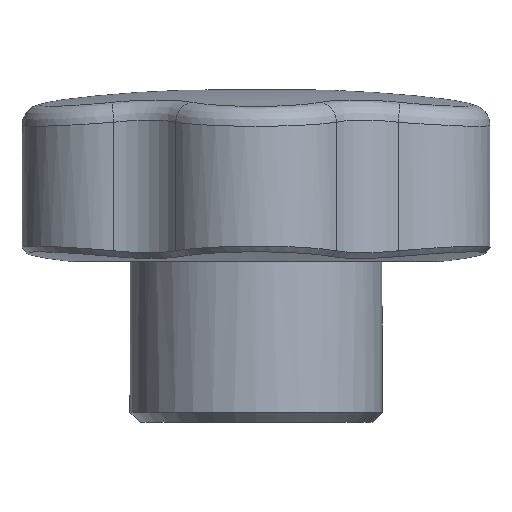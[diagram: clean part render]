
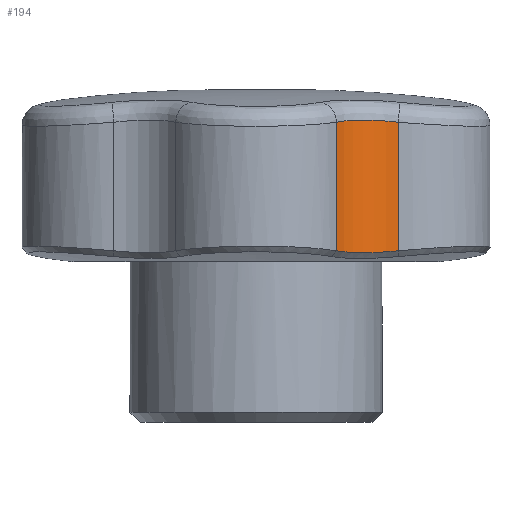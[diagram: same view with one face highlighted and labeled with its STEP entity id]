
A CAD part, front view. The second image highlights one B-rep face of the part: STEP entity #194.
In plain terms, the highlighted cylindrical face has radius 7.398 mm (diameter 14.796 mm), a partial arc.
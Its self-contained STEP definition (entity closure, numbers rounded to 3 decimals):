
#194 = ADVANCED_FACE( '', ( #374 ), #375, .F. );
#374 = FACE_OUTER_BOUND( '', #1299, .T. );
#375 = CYLINDRICAL_SURFACE( '', #1300, 7.398 );
#1299 = EDGE_LOOP( '', ( #3403, #3404, #3405, #3406 ) );
#1300 = AXIS2_PLACEMENT_3D( '', #3407, #3408, #3409 );
#3403 = ORIENTED_EDGE( '', *, *, #4355, .T. );
#3404 = ORIENTED_EDGE( '', *, *, #4356, .T. );
#3405 = ORIENTED_EDGE( '', *, *, #4348, .F. );
#3406 = ORIENTED_EDGE( '', *, *, #4351, .T. );
#3407 = CARTESIAN_POINT( '', ( 14.285, -24.742, 44.45 ) );
#3408 = DIRECTION( '', ( 0., 0., 1. ) );
#3409 = DIRECTION( '', ( -1., 0., 0. ) );
#4348 = EDGE_CURVE( '', #4788, #4796, #4797, .T. );
#4351 = EDGE_CURVE( '', #4788, #4799, #4801, .T. );
#4355 = EDGE_CURVE( '', #4799, #4806, #4807, .T. );
#4356 = EDGE_CURVE( '', #4806, #4796, #4808, .T. );
#4788 = VERTEX_POINT( '', #6560 );
#4796 = VERTEX_POINT( '', #6697 );
#4797 = LINE( '', #6698, #6699 );
#4799 = VERTEX_POINT( '', #6730 );
#4801 = B_SPLINE_CURVE_WITH_KNOTS( '', 3, ( #6732, #6733, #6734, #6735, #6736, #6737, #6738, #6739, #6740, #6741, #6742, #6743, #6744, #6745, #6746, #6747, #6748, #6749, #6750, #6751, #6752, #6753, #6754, #6755, #6756, #6757, #6758, #6759, #6760, #6761, #6762 ), .UNSPECIFIED., .F., .F., ( 4, 1, 1, 1, 1, 2, 2, 2, 1, 1, 1, 1, 1, 2, 2, 2, 1, 1, 1, 1, 1, 1, 4 ), ( 0., 0., 0.001, 0.001, 0.002, 0.002, 0.002, 0.002, 0.003, 0.003, 0.003, 0.004, 0.004, 0.005, 0.005, 0.005, 0.005, 0.005, 0.006, 0.006, 0.006, 0.007, 0.007 ), .UNSPECIFIED. );
#4806 = VERTEX_POINT( '', #6834 );
#4807 = LINE( '', #6835, #6836 );
#4808 = B_SPLINE_CURVE_WITH_KNOTS( '', 3, ( #6837, #6838, #6839, #6840, #6841, #6842, #6843, #6844, #6845, #6846, #6847, #6848, #6849, #6850 ), .UNSPECIFIED., .F., .F., ( 4, 2, 2, 2, 2, 2, 4 ), ( 0., 0.001, 0.002, 0.004, 0.005, 0.006, 0.007 ), .UNSPECIFIED. );
#6560 = CARTESIAN_POINT( '', ( 14.096, -17.347, 29.737 ) );
#6697 = CARTESIAN_POINT( '', ( 14.096, -17.347, 16.992 ) );
#6698 = CARTESIAN_POINT( '', ( 14.096, -17.347, 44.45 ) );
#6699 = VECTOR( '', #9394, 1000. );
#6730 = CARTESIAN_POINT( '', ( 7.975, -20.881, 29.737 ) );
#6732 = CARTESIAN_POINT( '', ( 14.096, -17.347, 29.737 ) );
#6733 = CARTESIAN_POINT( '', ( 13.941, -17.351, 29.756 ) );
#6734 = CARTESIAN_POINT( '', ( 13.635, -17.368, 29.79 ) );
#6735 = CARTESIAN_POINT( '', ( 13.179, -17.423, 29.835 ) );
#6736 = CARTESIAN_POINT( '', ( 12.729, -17.505, 29.873 ) );
#6737 = CARTESIAN_POINT( '', ( 12.283, -17.616, 29.905 ) );
#6738 = CARTESIAN_POINT( '', ( 11.989, -17.708, 29.921 ) );
#6739 = CARTESIAN_POINT( '', ( 11.807, -17.772, 29.93 ) );
#6740 = CARTESIAN_POINT( '', ( 11.77, -17.785, 29.932 ) );
#6741 = CARTESIAN_POINT( '', ( 11.716, -17.805, 29.934 ) );
#6742 = CARTESIAN_POINT( '', ( 11.697, -17.812, 29.935 ) );
#6743 = CARTESIAN_POINT( '', ( 11.661, -17.825, 29.937 ) );
#6744 = CARTESIAN_POINT( '', ( 11.57, -17.86, 29.94 ) );
#6745 = CARTESIAN_POINT( '', ( 11.338, -17.954, 29.949 ) );
#6746 = CARTESIAN_POINT( '', ( 10.988, -18.114, 29.958 ) );
#6747 = CARTESIAN_POINT( '', ( 10.583, -18.332, 29.961 ) );
#6748 = CARTESIAN_POINT( '', ( 10.192, -18.574, 29.958 ) );
#6749 = CARTESIAN_POINT( '', ( 9.941, -18.752, 29.951 ) );
#6750 = CARTESIAN_POINT( '', ( 9.757, -18.892, 29.944 ) );
#6751 = CARTESIAN_POINT( '', ( 9.696, -18.94, 29.941 ) );
#6752 = CARTESIAN_POINT( '', ( 9.62, -19.001, 29.937 ) );
#6753 = CARTESIAN_POINT( '', ( 9.605, -19.013, 29.936 ) );
#6754 = CARTESIAN_POINT( '', ( 9.575, -19.037, 29.935 ) );
#6755 = CARTESIAN_POINT( '', ( 9.53, -19.074, 29.933 ) );
#6756 = CARTESIAN_POINT( '', ( 9.368, -19.212, 29.923 ) );
#6757 = CARTESIAN_POINT( '', ( 9.113, -19.446, 29.905 ) );
#6758 = CARTESIAN_POINT( '', ( 8.795, -19.777, 29.873 ) );
#6759 = CARTESIAN_POINT( '', ( 8.499, -20.125, 29.835 ) );
#6760 = CARTESIAN_POINT( '', ( 8.224, -20.492, 29.79 ) );
#6761 = CARTESIAN_POINT( '', ( 8.056, -20.749, 29.756 ) );
#6762 = CARTESIAN_POINT( '', ( 7.975, -20.881, 29.737 ) );
#6834 = CARTESIAN_POINT( '', ( 7.975, -20.881, 16.992 ) );
#6835 = CARTESIAN_POINT( '', ( 7.975, -20.881, 44.45 ) );
#6836 = VECTOR( '', #9402, 1000. );
#6837 = CARTESIAN_POINT( '', ( 7.975, -20.881, 16.992 ) );
#6838 = CARTESIAN_POINT( '', ( 8.136, -20.618, 16.964 ) );
#6839 = CARTESIAN_POINT( '', ( 8.313, -20.366, 16.938 ) );
#6840 = CARTESIAN_POINT( '', ( 8.696, -19.886, 16.891 ) );
#6841 = CARTESIAN_POINT( '', ( 8.904, -19.656, 16.87 ) );
#6842 = CARTESIAN_POINT( '', ( 9.565, -19.013, 16.82 ) );
#6843 = CARTESIAN_POINT( '', ( 10.052, -18.644, 16.802 ) );
#6844 = CARTESIAN_POINT( '', ( 10.851, -18.182, 16.802 ) );
#6845 = CARTESIAN_POINT( '', ( 11.13, -18.044, 16.807 ) );
#6846 = CARTESIAN_POINT( '', ( 11.695, -17.806, 16.824 ) );
#6847 = CARTESIAN_POINT( '', ( 11.983, -17.705, 16.837 ) );
#6848 = CARTESIAN_POINT( '', ( 12.864, -17.457, 16.887 ) );
#6849 = CARTESIAN_POINT( '', ( 13.479, -17.363, 16.936 ) );
#6850 = CARTESIAN_POINT( '', ( 14.096, -17.347, 16.992 ) );
#9394 = DIRECTION( '', ( 0., 0., -1. ) );
#9402 = DIRECTION( '', ( 0., 0., -1. ) );
